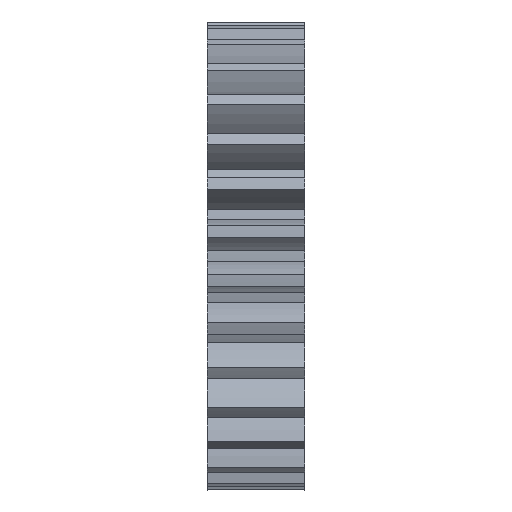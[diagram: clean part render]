
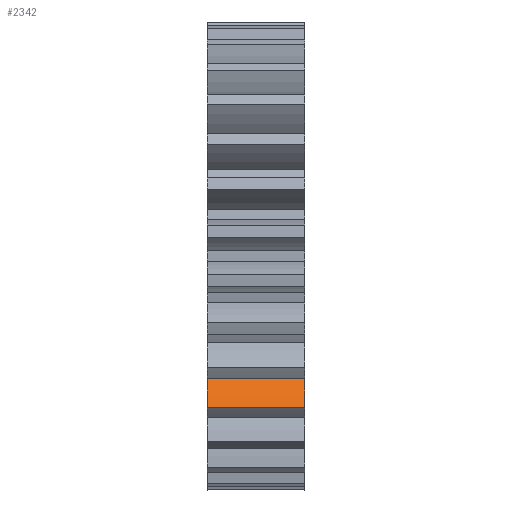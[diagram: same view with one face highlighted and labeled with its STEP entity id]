
A CAD part, front view. The second image highlights one B-rep face of the part: STEP entity #2342.
In plain terms, the highlighted cylindrical face has radius 15.008 mm (diameter 30.015 mm), a partial arc.
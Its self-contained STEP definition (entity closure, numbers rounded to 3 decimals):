
#90=CYLINDRICAL_SURFACE('',#2687,15.008);
#188=CIRCLE('',#2466,15.008);
#334=CIRCLE('',#2688,15.008);
#459=FACE_OUTER_BOUND('',#586,.T.);
#586=EDGE_LOOP('',(#1950,#1951,#1952,#1953));
#717=LINE('',#4204,#847);
#718=LINE('',#4210,#848);
#847=VECTOR('',#3405,10.);
#848=VECTOR('',#3412,10.);
#952=VERTEX_POINT('',#3770);
#953=VERTEX_POINT('',#3772);
#1095=VERTEX_POINT('',#4203);
#1096=VERTEX_POINT('',#4207);
#1202=EDGE_CURVE('',#952,#953,#188,.T.);
#1418=EDGE_CURVE('',#953,#1095,#717,.T.);
#1421=EDGE_CURVE('',#952,#1096,#718,.T.);
#1425=EDGE_CURVE('',#1095,#1096,#334,.T.);
#1950=ORIENTED_EDGE('',*,*,#1425,.F.);
#1951=ORIENTED_EDGE('',*,*,#1418,.F.);
#1952=ORIENTED_EDGE('',*,*,#1202,.F.);
#1953=ORIENTED_EDGE('',*,*,#1421,.T.);
#2342=ADVANCED_FACE('',(#459),#90,.T.);
#2466=AXIS2_PLACEMENT_3D('',#3773,#2900,#2901);
#2687=AXIS2_PLACEMENT_3D('',#4216,#3419,#3420);
#2688=AXIS2_PLACEMENT_3D('',#4217,#3421,#3422);
#2900=DIRECTION('center_axis',(1.,0.,0.));
#2901=DIRECTION('ref_axis',(0.,-0.78,0.626));
#3405=DIRECTION('',(-1.,0.,0.));
#3412=DIRECTION('',(-1.,0.,0.));
#3419=DIRECTION('center_axis',(-1.,0.,0.));
#3420=DIRECTION('ref_axis',(0.,-0.78,0.626));
#3421=DIRECTION('center_axis',(-1.,0.,0.));
#3422=DIRECTION('ref_axis',(0.,-0.78,0.626));
#3770=CARTESIAN_POINT('',(10.,-16.363,-12.556));
#3772=CARTESIAN_POINT('',(10.,-18.25,-15.587));
#3773=CARTESIAN_POINT('Origin',(10.,-4.656,-21.946));
#4203=CARTESIAN_POINT('',(0.,-18.25,-15.587));
#4204=CARTESIAN_POINT('',(10.,-18.25,-15.587));
#4207=CARTESIAN_POINT('',(0.,-16.363,-12.556));
#4210=CARTESIAN_POINT('',(10.,-16.363,-12.556));
#4216=CARTESIAN_POINT('Origin',(10.,-4.656,-21.946));
#4217=CARTESIAN_POINT('Origin',(0.,-4.656,-21.946));
